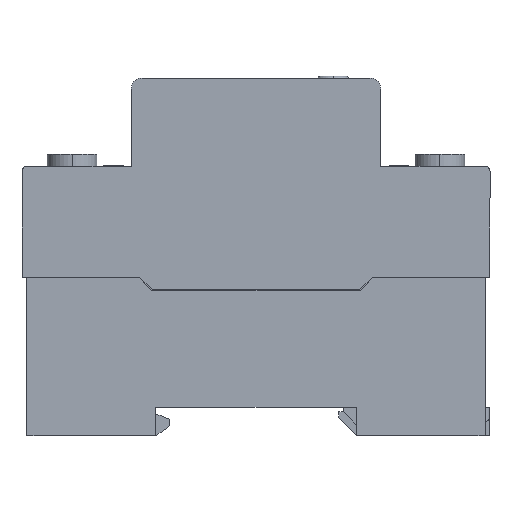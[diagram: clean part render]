
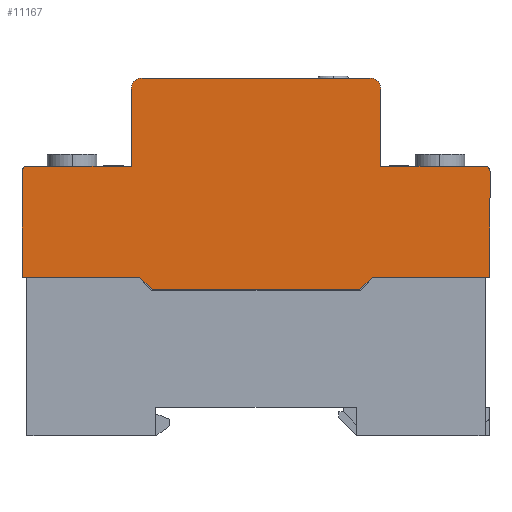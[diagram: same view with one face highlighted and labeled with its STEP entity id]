
A CAD part, left-side view. The second image highlights one B-rep face of the part: STEP entity #11167.
In plain terms, the highlighted planar face has unit normal (-1, 0, 0).
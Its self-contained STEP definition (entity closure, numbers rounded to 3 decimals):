
#28 = DIRECTION ( 'NONE',  ( 0., 0., -1. ) ) ;
#140 = AXIS2_PLACEMENT_3D ( 'NONE', #12483, #19761, #16785 ) ;
#209 = DIRECTION ( 'NONE',  ( 0., 0.707, 0.707 ) ) ;
#337 = VERTEX_POINT ( 'NONE', #12602 ) ;
#634 = VERTEX_POINT ( 'NONE', #6335 ) ;
#821 = AXIS2_PLACEMENT_3D ( 'NONE', #6349, #3325, #9438 ) ;
#864 = LINE ( 'NONE', #3307, #17141 ) ;
#1023 = EDGE_CURVE ( 'NONE', #16238, #11121, #8400, .T. ) ;
#1033 = CARTESIAN_POINT ( 'NONE',  ( -18.25, -41.5, 0. ) ) ;
#1037 = ORIENTED_EDGE ( 'NONE', *, *, #6298, .T. ) ;
#1056 = ORIENTED_EDGE ( 'NONE', *, *, #11090, .F. ) ;
#1225 = CARTESIAN_POINT ( 'NONE',  ( -18.25, -41.5, -1. ) ) ;
#1490 = VECTOR ( 'NONE', #8965, 1000. ) ;
#1547 = CARTESIAN_POINT ( 'NONE',  ( -18.25, -20.65, 16. ) ) ;
#1564 = CARTESIAN_POINT ( 'NONE',  ( -18.25, 20.65, 16. ) ) ;
#1571 = EDGE_LOOP ( 'NONE', ( #1037, #1822, #11572, #19345, #4135, #1056, #11679, #8756, #11942, #10306, #17612, #17342, #10600, #19737, #13805, #4638 ) ) ;
#1654 = EDGE_CURVE ( 'NONE', #11121, #11983, #18448, .T. ) ;
#1706 = CARTESIAN_POINT ( 'NONE',  ( -18.25, 21.1, -20.2 ) ) ;
#1822 = ORIENTED_EDGE ( 'NONE', *, *, #4919, .T. ) ;
#2146 = CARTESIAN_POINT ( 'NONE',  ( -18.25, -42.5, -1. ) ) ;
#2194 = CARTESIAN_POINT ( 'NONE',  ( -18.25, 22.65, 14. ) ) ;
#2238 = DIRECTION ( 'NONE',  ( 0., -1., 0. ) ) ;
#2342 = EDGE_CURVE ( 'NONE', #17844, #6899, #18367, .T. ) ;
#2671 = DIRECTION ( 'NONE',  ( -1., 0., 0. ) ) ;
#2934 = CARTESIAN_POINT ( 'NONE',  ( -18.25, -18.85, -22.45 ) ) ;
#2950 = CARTESIAN_POINT ( 'NONE',  ( -18.25, -22.65, 16. ) ) ;
#2969 = CARTESIAN_POINT ( 'NONE',  ( -18.25, 42.5, -1. ) ) ;
#2996 = DIRECTION ( 'NONE',  ( 0., -1., 0. ) ) ;
#3207 = LINE ( 'NONE', #17233, #18116 ) ;
#3233 = CARTESIAN_POINT ( 'NONE',  ( -18.25, 21.1, -20.2 ) ) ;
#3307 = CARTESIAN_POINT ( 'NONE',  ( -18.25, -22.65, 16. ) ) ;
#3325 = DIRECTION ( 'NONE',  ( -1., 0., 0. ) ) ;
#3816 = EDGE_CURVE ( 'NONE', #11983, #634, #6123, .T. ) ;
#4135 = ORIENTED_EDGE ( 'NONE', *, *, #2342, .T. ) ;
#4184 = CARTESIAN_POINT ( 'NONE',  ( -18.25, -42.5, -49. ) ) ;
#4273 = FACE_OUTER_BOUND ( 'NONE', #1571, .T. ) ;
#4638 = ORIENTED_EDGE ( 'NONE', *, *, #8639, .T. ) ;
#4647 = EDGE_CURVE ( 'NONE', #16367, #15092, #4969, .T. ) ;
#4660 = LINE ( 'NONE', #2950, #6936 ) ;
#4919 = EDGE_CURVE ( 'NONE', #19506, #9629, #6588, .T. ) ;
#4969 = CIRCLE ( 'NONE', #140, 1. ) ;
#5244 = DIRECTION ( 'NONE',  ( -1., 0., 0. ) ) ;
#5679 = LINE ( 'NONE', #12042, #11509 ) ;
#6123 = LINE ( 'NONE', #12229, #11340 ) ;
#6298 = EDGE_CURVE ( 'NONE', #10874, #19506, #3207, .T. ) ;
#6335 = CARTESIAN_POINT ( 'NONE',  ( -18.25, 42.5, -20.2 ) ) ;
#6349 = CARTESIAN_POINT ( 'NONE',  ( -18.25, 20.65, 14. ) ) ;
#6588 = CIRCLE ( 'NONE', #11064, 1. ) ;
#6899 = VERTEX_POINT ( 'NONE', #1547 ) ;
#6936 = VECTOR ( 'NONE', #10778, 1000. ) ;
#6998 = DIRECTION ( 'NONE',  ( 0., 1., 0. ) ) ;
#7361 = DIRECTION ( 'NONE',  ( 0., 0., 1. ) ) ;
#7520 = AXIS2_PLACEMENT_3D ( 'NONE', #8378, #5244, #11271 ) ;
#7691 = LINE ( 'NONE', #7779, #11066 ) ;
#7779 = CARTESIAN_POINT ( 'NONE',  ( -18.25, -41.6, -20.2 ) ) ;
#7784 = VECTOR ( 'NONE', #2996, 1000. ) ;
#8034 = CARTESIAN_POINT ( 'NONE',  ( -18.25, -18.85, -22.45 ) ) ;
#8045 = EDGE_CURVE ( 'NONE', #12420, #9668, #9169, .T. ) ;
#8227 = CIRCLE ( 'NONE', #821, 2. ) ;
#8378 = CARTESIAN_POINT ( 'NONE',  ( -18.25, -20.65, 14. ) ) ;
#8400 = LINE ( 'NONE', #12796, #12126 ) ;
#8529 = VERTEX_POINT ( 'NONE', #10346 ) ;
#8639 = EDGE_CURVE ( 'NONE', #8529, #10874, #7691, .T. ) ;
#8733 = DIRECTION ( 'NONE',  ( 0., 1., 0. ) ) ;
#8751 = EDGE_CURVE ( 'NONE', #17844, #337, #4660, .T. ) ;
#8756 = ORIENTED_EDGE ( 'NONE', *, *, #8045, .T. ) ;
#8868 = LINE ( 'NONE', #2934, #1490 ) ;
#8965 = DIRECTION ( 'NONE',  ( 0., 0.707, -0.707 ) ) ;
#8991 = DIRECTION ( 'NONE',  ( 0., 0., 1. ) ) ;
#9115 = LINE ( 'NONE', #19703, #7784 ) ;
#9169 = LINE ( 'NONE', #15476, #9765 ) ;
#9213 = EDGE_CURVE ( 'NONE', #18726, #12420, #8227, .T. ) ;
#9438 = DIRECTION ( 'NONE',  ( 0., 0., 1. ) ) ;
#9629 = VERTEX_POINT ( 'NONE', #1033 ) ;
#9668 = VERTEX_POINT ( 'NONE', #13378 ) ;
#9680 = EDGE_CURVE ( 'NONE', #8529, #16238, #8868, .T. ) ;
#9765 = VECTOR ( 'NONE', #28, 1000. ) ;
#10306 = ORIENTED_EDGE ( 'NONE', *, *, #4647, .T. ) ;
#10346 = CARTESIAN_POINT ( 'NONE',  ( -18.25, -21.1, -20.2 ) ) ;
#10600 = ORIENTED_EDGE ( 'NONE', *, *, #1654, .F. ) ;
#10778 = DIRECTION ( 'NONE',  ( 0., 0., -1. ) ) ;
#10874 = VERTEX_POINT ( 'NONE', #19141 ) ;
#11064 = AXIS2_PLACEMENT_3D ( 'NONE', #1225, #16574, #7361 ) ;
#11066 = VECTOR ( 'NONE', #13478, 1000. ) ;
#11090 = EDGE_CURVE ( 'NONE', #18726, #6899, #864, .T. ) ;
#11121 = VERTEX_POINT ( 'NONE', #18083 ) ;
#11167 = ADVANCED_FACE ( 'NONE', ( #4273 ), #16321, .T. ) ;
#11271 = DIRECTION ( 'NONE',  ( 0., 0., 1. ) ) ;
#11340 = VECTOR ( 'NONE', #8733, 1000. ) ;
#11509 = VECTOR ( 'NONE', #13948, 1000. ) ;
#11572 = ORIENTED_EDGE ( 'NONE', *, *, #14852, .F. ) ;
#11657 = CARTESIAN_POINT ( 'NONE',  ( -18.25, -42.5, 0. ) ) ;
#11658 = EDGE_CURVE ( 'NONE', #16367, #9668, #12758, .T. ) ;
#11679 = ORIENTED_EDGE ( 'NONE', *, *, #9213, .T. ) ;
#11942 = ORIENTED_EDGE ( 'NONE', *, *, #11658, .F. ) ;
#11983 = VERTEX_POINT ( 'NONE', #1706 ) ;
#12042 = CARTESIAN_POINT ( 'NONE',  ( -18.25, 42.5, -49. ) ) ;
#12126 = VECTOR ( 'NONE', #6998, 1000. ) ;
#12229 = CARTESIAN_POINT ( 'NONE',  ( -18.25, 41.6, -20.2 ) ) ;
#12349 = VECTOR ( 'NONE', #2238, 1000. ) ;
#12420 = VERTEX_POINT ( 'NONE', #2194 ) ;
#12483 = CARTESIAN_POINT ( 'NONE',  ( -18.25, 41.5, -1. ) ) ;
#12602 = CARTESIAN_POINT ( 'NONE',  ( -18.25, -22.65, 0. ) ) ;
#12758 = LINE ( 'NONE', #11657, #12349 ) ;
#12796 = CARTESIAN_POINT ( 'NONE',  ( -18.25, 18.85, -22.45 ) ) ;
#13378 = CARTESIAN_POINT ( 'NONE',  ( -18.25, 22.65, 0. ) ) ;
#13478 = DIRECTION ( 'NONE',  ( 0., -1., 0. ) ) ;
#13805 = ORIENTED_EDGE ( 'NONE', *, *, #9680, .F. ) ;
#13948 = DIRECTION ( 'NONE',  ( 0., 0., 1. ) ) ;
#14127 = DIRECTION ( 'NONE',  ( 0., 0., 1. ) ) ;
#14852 = EDGE_CURVE ( 'NONE', #337, #9629, #9115, .T. ) ;
#14911 = CARTESIAN_POINT ( 'NONE',  ( -18.25, 41.5, 0. ) ) ;
#15092 = VERTEX_POINT ( 'NONE', #2969 ) ;
#15476 = CARTESIAN_POINT ( 'NONE',  ( -18.25, 22.65, 16. ) ) ;
#15738 = DIRECTION ( 'NONE',  ( 0., -1., 0. ) ) ;
#16238 = VERTEX_POINT ( 'NONE', #8034 ) ;
#16321 = PLANE ( 'NONE',  #16504 ) ;
#16367 = VERTEX_POINT ( 'NONE', #14911 ) ;
#16504 = AXIS2_PLACEMENT_3D ( 'NONE', #4184, #2671, #8991 ) ;
#16574 = DIRECTION ( 'NONE',  ( -1., 0., 0. ) ) ;
#16785 = DIRECTION ( 'NONE',  ( 0., 0., 1. ) ) ;
#17141 = VECTOR ( 'NONE', #15738, 1000. ) ;
#17233 = CARTESIAN_POINT ( 'NONE',  ( -18.25, -42.5, -49. ) ) ;
#17342 = ORIENTED_EDGE ( 'NONE', *, *, #3816, .F. ) ;
#17612 = ORIENTED_EDGE ( 'NONE', *, *, #18956, .F. ) ;
#17844 = VERTEX_POINT ( 'NONE', #19818 ) ;
#18083 = CARTESIAN_POINT ( 'NONE',  ( -18.25, 18.85, -22.45 ) ) ;
#18116 = VECTOR ( 'NONE', #14127, 1000. ) ;
#18367 = CIRCLE ( 'NONE', #7520, 2. ) ;
#18448 = LINE ( 'NONE', #3233, #18755 ) ;
#18726 = VERTEX_POINT ( 'NONE', #1564 ) ;
#18755 = VECTOR ( 'NONE', #209, 1000. ) ;
#18956 = EDGE_CURVE ( 'NONE', #634, #15092, #5679, .T. ) ;
#19141 = CARTESIAN_POINT ( 'NONE',  ( -18.25, -42.5, -20.2 ) ) ;
#19345 = ORIENTED_EDGE ( 'NONE', *, *, #8751, .F. ) ;
#19506 = VERTEX_POINT ( 'NONE', #2146 ) ;
#19703 = CARTESIAN_POINT ( 'NONE',  ( -18.25, -42.5, 0. ) ) ;
#19737 = ORIENTED_EDGE ( 'NONE', *, *, #1023, .F. ) ;
#19761 = DIRECTION ( 'NONE',  ( -1., 0., 0. ) ) ;
#19818 = CARTESIAN_POINT ( 'NONE',  ( -18.25, -22.65, 14. ) ) ;
